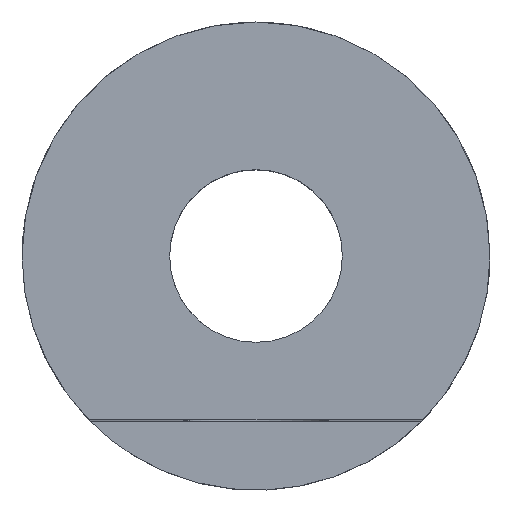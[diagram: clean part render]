
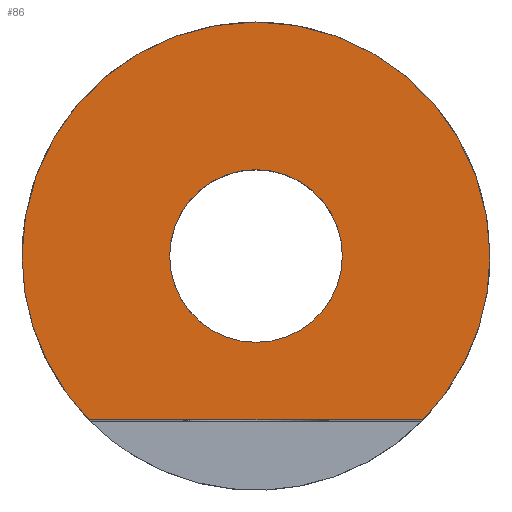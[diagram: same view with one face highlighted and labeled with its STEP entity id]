
A CAD part, top view. The second image highlights one B-rep face of the part: STEP entity #86.
In plain terms, the highlighted planar face has unit normal (0, -0.002, 1).
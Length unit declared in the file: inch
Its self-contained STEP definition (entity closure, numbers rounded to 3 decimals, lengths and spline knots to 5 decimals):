
#86=ADVANCED_FACE('',(#189,#190),#191,.T.);
#189=FACE_BOUND('',#311,.T.);
#190=FACE_OUTER_BOUND('',#312,.T.);
#191=PLANE('',#313);
#311=EDGE_LOOP('',(#505,#506));
#312=EDGE_LOOP('',(#507,#508,#509,#510));
#313=AXIS2_PLACEMENT_3D('',#511,#512,#513);
#505=ORIENTED_EDGE('',*,*,#697,.F.);
#506=ORIENTED_EDGE('',*,*,#721,.F.);
#507=ORIENTED_EDGE('',*,*,#723,.T.);
#508=ORIENTED_EDGE('',*,*,#724,.T.);
#509=ORIENTED_EDGE('',*,*,#671,.T.);
#510=ORIENTED_EDGE('',*,*,#725,.T.);
#511=CARTESIAN_POINT('',(5.69416,0.,13.94484));
#512=DIRECTION('',(0.0,-0.001,1.));
#513=DIRECTION('',(1.0,0.0,0.0));
#671=EDGE_CURVE('',#767,#773,#775,.T.);
#697=EDGE_CURVE('',#820,#814,#822,.F.);
#721=EDGE_CURVE('',#814,#820,#857,.F.);
#723=EDGE_CURVE('',#859,#860,#861,.F.);
#724=EDGE_CURVE('',#860,#767,#862,.T.);
#725=EDGE_CURVE('',#773,#859,#863,.T.);
#767=VERTEX_POINT('',#911);
#773=VERTEX_POINT('',#918);
#775=CIRCLE('',#921,0.82677);
#814=VERTEX_POINT('',#968);
#820=VERTEX_POINT('',#975);
#822=CIRCLE('',#978,0.30512);
#857=CIRCLE('',#1017,0.30512);
#859=VERTEX_POINT('',#1019);
#860=VERTEX_POINT('',#1020);
#861=LINE('',#1021,#1022);
#862=CIRCLE('',#1023,0.82677);
#863=CIRCLE('',#1024,0.82677);
#911=CARTESIAN_POINT('',(6.52093,0.,13.94484));
#918=CARTESIAN_POINT('',(4.86739,0.,13.94484));
#921=AXIS2_PLACEMENT_3D('',#1085,#1086,#1087);
#968=CARTESIAN_POINT('',(5.38904,0.,13.94484));
#975=CARTESIAN_POINT('',(5.99928,0.,13.94484));
#978=AXIS2_PLACEMENT_3D('',#1128,#1129,#1130);
#1017=AXIS2_PLACEMENT_3D('',#1171,#1172,#1173);
#1019=CARTESIAN_POINT('',(5.10361,-0.57862,13.94398));
#1020=CARTESIAN_POINT('',(6.28471,-0.57862,13.94398));
#1021=CARTESIAN_POINT('',(5.7355,-0.57862,13.94398));
#1022=VECTOR('',#1174,1.0);
#1023=AXIS2_PLACEMENT_3D('',#1175,#1176,#1177);
#1024=AXIS2_PLACEMENT_3D('',#1178,#1179,#1180);
#1085=CARTESIAN_POINT('',(5.69416,0.,13.94484));
#1086=DIRECTION('',(0.0,-0.001,1.));
#1087=DIRECTION('',(1.0,0.0,0.0));
#1128=CARTESIAN_POINT('',(5.69416,0.,13.94484));
#1129=DIRECTION('',(0.0,0.001,-1.));
#1130=DIRECTION('',(0.,1.,0.001));
#1171=CARTESIAN_POINT('',(5.69416,0.,13.94484));
#1172=DIRECTION('',(0.0,0.001,-1.));
#1173=DIRECTION('',(0.,1.,0.001));
#1174=DIRECTION('',(-1.0,0.0,0.0));
#1175=CARTESIAN_POINT('',(5.69416,0.,13.94484));
#1176=DIRECTION('',(0.0,-0.001,1.));
#1177=DIRECTION('',(1.0,0.0,0.0));
#1178=CARTESIAN_POINT('',(5.69416,0.,13.94484));
#1179=DIRECTION('',(0.0,-0.001,1.));
#1180=DIRECTION('',(1.0,0.0,0.0));
